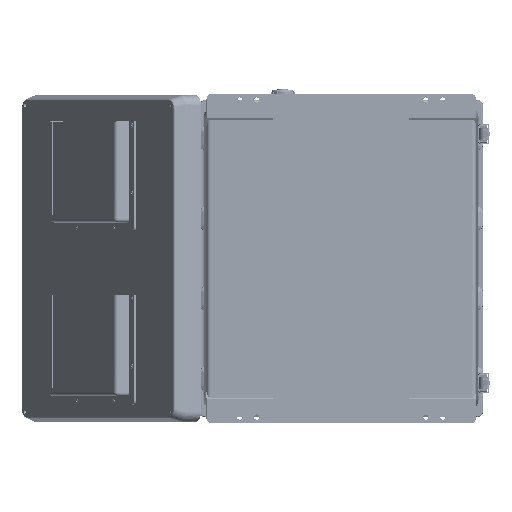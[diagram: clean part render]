
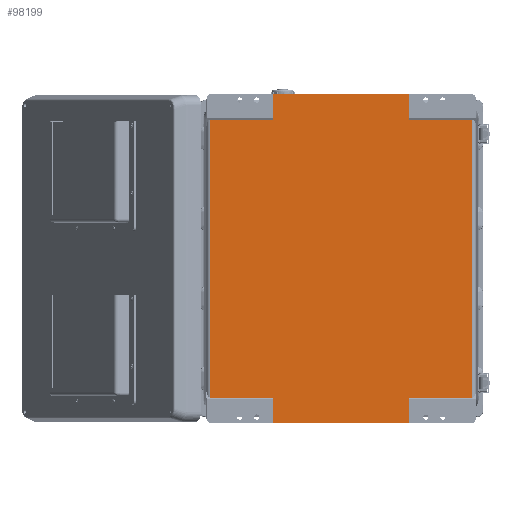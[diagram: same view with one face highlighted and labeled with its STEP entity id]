
A CAD part, front view. The second image highlights one B-rep face of the part: STEP entity #98199.
In plain terms, the highlighted planar face has unit normal (0, -1, 0).
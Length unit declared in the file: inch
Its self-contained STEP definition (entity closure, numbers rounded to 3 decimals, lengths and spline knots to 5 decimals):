
#463 = EDGE_CURVE ( 'NONE', #178738, #183450, #56388, .T. ) ;
#2430 = DIRECTION ( 'NONE',  ( -1., 0., 0. ) ) ;
#3105 = CARTESIAN_POINT ( 'NONE',  ( 8.11811, 0.05906, -1.51961 ) ) ;
#3998 = VECTOR ( 'NONE', #129391, 39.37008 ) ;
#4250 = CARTESIAN_POINT ( 'NONE',  ( 8.11811, 0.05906, -19.48819 ) ) ;
#8976 = LINE ( 'NONE', #116985, #120977 ) ;
#9014 = VERTEX_POINT ( 'NONE', #154332 ) ;
#12890 = ORIENTED_EDGE ( 'NONE', *, *, #463, .F. ) ;
#14260 = CARTESIAN_POINT ( 'NONE',  ( 7.73754, 0.05906, -17.96858 ) ) ;
#15104 = LINE ( 'NONE', #154470, #167696 ) ;
#17016 = LINE ( 'NONE', #86103, #28874 ) ;
#18456 = EDGE_CURVE ( 'NONE', #81152, #167806, #174755, .T. ) ;
#19929 = EDGE_CURVE ( 'NONE', #161585, #9014, #40979, .T. ) ;
#22519 = VECTOR ( 'NONE', #89370, 39.37008 ) ;
#22996 = DIRECTION ( 'NONE',  ( 0., 0., 1. ) ) ;
#28874 = VECTOR ( 'NONE', #70743, 39.37008 ) ;
#29925 = VERTEX_POINT ( 'NONE', #43155 ) ;
#38810 = VERTEX_POINT ( 'NONE', #116527 ) ;
#40160 = CARTESIAN_POINT ( 'NONE',  ( -8.11811, 0.05906, -1.51961 ) ) ;
#40979 = LINE ( 'NONE', #82004, #71918 ) ;
#43051 = ORIENTED_EDGE ( 'NONE', *, *, #139817, .F. ) ;
#43155 = CARTESIAN_POINT ( 'NONE',  ( -7.73754, 0.05906, -17.96858 ) ) ;
#43914 = CARTESIAN_POINT ( 'NONE',  ( 4.03163, 0.05906, -1.51961 ) ) ;
#44636 = ORIENTED_EDGE ( 'NONE', *, *, #194653, .T. ) ;
#45174 = FACE_OUTER_BOUND ( 'NONE', #80091, .T. ) ;
#46412 = VECTOR ( 'NONE', #126099, 39.37008 ) ;
#46605 = EDGE_CURVE ( 'NONE', #178738, #74791, #74728, .T. ) ;
#46683 = DIRECTION ( 'NONE',  ( 0., 0., -1. ) ) ;
#56388 = LINE ( 'NONE', #174689, #3998 ) ;
#58007 = VECTOR ( 'NONE', #99562, 39.37008 ) ;
#58606 = ORIENTED_EDGE ( 'NONE', *, *, #19929, .T. ) ;
#60343 = EDGE_CURVE ( 'NONE', #9014, #38810, #181108, .T. ) ;
#62925 = DIRECTION ( 'NONE',  ( 0., 0., 1. ) ) ;
#65288 = CARTESIAN_POINT ( 'NONE',  ( -4.03163, 0.05906, -19.48819 ) ) ;
#69850 = VERTEX_POINT ( 'NONE', #140502 ) ;
#70743 = DIRECTION ( 'NONE',  ( 1., 0., 0. ) ) ;
#71918 = VECTOR ( 'NONE', #155944, 39.37008 ) ;
#72515 = LINE ( 'NONE', #4250, #46412 ) ;
#73755 = ORIENTED_EDGE ( 'NONE', *, *, #136364, .T. ) ;
#74728 = LINE ( 'NONE', #183509, #122498 ) ;
#74791 = VERTEX_POINT ( 'NONE', #99945 ) ;
#75504 = CARTESIAN_POINT ( 'NONE',  ( 4.03163, 0.05906, -17.96858 ) ) ;
#76398 = ORIENTED_EDGE ( 'NONE', *, *, #46605, .T. ) ;
#80091 = EDGE_LOOP ( 'NONE', ( #43051, #44636, #73755, #175967, #125785, #12890, #76398, #109669, #58606, #197061, #180729, #142067 ) ) ;
#81152 = VERTEX_POINT ( 'NONE', #175727 ) ;
#82004 = CARTESIAN_POINT ( 'NONE',  ( 4.03163, 0.05906, 0.85787 ) ) ;
#86103 = CARTESIAN_POINT ( 'NONE',  ( -8.11811, 0.05906, -17.96858 ) ) ;
#88786 = EDGE_CURVE ( 'NONE', #74791, #161585, #103159, .T. ) ;
#89370 = DIRECTION ( 'NONE',  ( 0., 0., -1. ) ) ;
#91584 = AXIS2_PLACEMENT_3D ( 'NONE', #160295, #146273, #22996 ) ;
#92517 = LINE ( 'NONE', #169217, #171278 ) ;
#94578 = EDGE_CURVE ( 'NONE', #95826, #154710, #72515, .T. ) ;
#95826 = VERTEX_POINT ( 'NONE', #148879 ) ;
#98199 = ADVANCED_FACE ( 'NONE', ( #45174 ), #159617, .F. ) ;
#99562 = DIRECTION ( 'NONE',  ( 1., 0., 0. ) ) ;
#99945 = CARTESIAN_POINT ( 'NONE',  ( 7.73754, 0.05906, -1.51961 ) ) ;
#103159 = LINE ( 'NONE', #3105, #110195 ) ;
#109669 = ORIENTED_EDGE ( 'NONE', *, *, #88786, .T. ) ;
#110195 = VECTOR ( 'NONE', #2430, 39.37008 ) ;
#116527 = CARTESIAN_POINT ( 'NONE',  ( -4.03163, 0.05906, 0. ) ) ;
#116985 = CARTESIAN_POINT ( 'NONE',  ( -7.73754, 0.05906, -1.51961 ) ) ;
#119611 = DIRECTION ( 'NONE',  ( 0., 0., 1. ) ) ;
#120977 = VECTOR ( 'NONE', #119611, 39.37008 ) ;
#121352 = DIRECTION ( 'NONE',  ( -1., 0., 0. ) ) ;
#122498 = VECTOR ( 'NONE', #62925, 39.37008 ) ;
#123985 = VECTOR ( 'NONE', #121352, 39.37008 ) ;
#125088 = DIRECTION ( 'NONE',  ( 0., 0., 1. ) ) ;
#125785 = ORIENTED_EDGE ( 'NONE', *, *, #147466, .F. ) ;
#126099 = DIRECTION ( 'NONE',  ( -1., 0., 0. ) ) ;
#129391 = DIRECTION ( 'NONE',  ( -1., 0., 0. ) ) ;
#136364 = EDGE_CURVE ( 'NONE', #69850, #154710, #92517, .T. ) ;
#139817 = EDGE_CURVE ( 'NONE', #29925, #81152, #8976, .T. ) ;
#140502 = CARTESIAN_POINT ( 'NONE',  ( -4.03163, 0.05906, -17.96858 ) ) ;
#142067 = ORIENTED_EDGE ( 'NONE', *, *, #18456, .F. ) ;
#146273 = DIRECTION ( 'NONE',  ( 0., 1., 0. ) ) ;
#147466 = EDGE_CURVE ( 'NONE', #183450, #95826, #155980, .T. ) ;
#148879 = CARTESIAN_POINT ( 'NONE',  ( 4.03163, 0.05906, -19.48819 ) ) ;
#154332 = CARTESIAN_POINT ( 'NONE',  ( 4.03163, 0.05906, 0. ) ) ;
#154470 = CARTESIAN_POINT ( 'NONE',  ( -4.03163, 0.05906, 0.85787 ) ) ;
#154710 = VERTEX_POINT ( 'NONE', #65288 ) ;
#155944 = DIRECTION ( 'NONE',  ( 0., 0., 1. ) ) ;
#155980 = LINE ( 'NONE', #182571, #22519 ) ;
#159617 = PLANE ( 'NONE',  #91584 ) ;
#160295 = CARTESIAN_POINT ( 'NONE',  ( 8.11811, 0.05906, -1.51961 ) ) ;
#161585 = VERTEX_POINT ( 'NONE', #43914 ) ;
#167696 = VECTOR ( 'NONE', #125088, 39.37008 ) ;
#167806 = VERTEX_POINT ( 'NONE', #175440 ) ;
#169217 = CARTESIAN_POINT ( 'NONE',  ( -4.03163, 0.05906, -20.34606 ) ) ;
#171278 = VECTOR ( 'NONE', #46683, 39.37008 ) ;
#174689 = CARTESIAN_POINT ( 'NONE',  ( 8.11811, 0.05906, -17.96858 ) ) ;
#174755 = LINE ( 'NONE', #40160, #58007 ) ;
#175440 = CARTESIAN_POINT ( 'NONE',  ( -4.03163, 0.05906, -1.51961 ) ) ;
#175727 = CARTESIAN_POINT ( 'NONE',  ( -7.73754, 0.05906, -1.51961 ) ) ;
#175967 = ORIENTED_EDGE ( 'NONE', *, *, #94578, .F. ) ;
#178738 = VERTEX_POINT ( 'NONE', #14260 ) ;
#180729 = ORIENTED_EDGE ( 'NONE', *, *, #192110, .F. ) ;
#181108 = LINE ( 'NONE', #183259, #123985 ) ;
#182571 = CARTESIAN_POINT ( 'NONE',  ( 4.03163, 0.05906, -20.34606 ) ) ;
#183259 = CARTESIAN_POINT ( 'NONE',  ( 8.11811, 0.05906, 0. ) ) ;
#183450 = VERTEX_POINT ( 'NONE', #75504 ) ;
#183509 = CARTESIAN_POINT ( 'NONE',  ( 7.73754, 0.05906, -1.51961 ) ) ;
#192110 = EDGE_CURVE ( 'NONE', #167806, #38810, #15104, .T. ) ;
#194653 = EDGE_CURVE ( 'NONE', #29925, #69850, #17016, .T. ) ;
#197061 = ORIENTED_EDGE ( 'NONE', *, *, #60343, .T. ) ;
